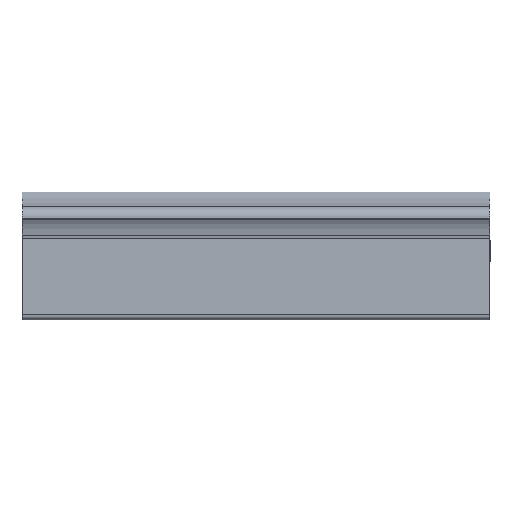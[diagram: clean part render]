
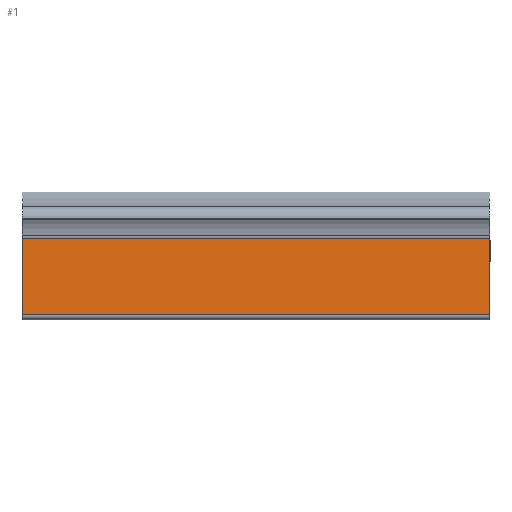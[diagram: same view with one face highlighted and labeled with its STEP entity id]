
A CAD part, left-side view. The second image highlights one B-rep face of the part: STEP entity #1.
In plain terms, the highlighted planar face has unit normal (-0.998, 0, 0.057).
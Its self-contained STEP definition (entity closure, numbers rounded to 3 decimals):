
#1 = ADVANCED_FACE ( 'NONE', ( #757 ), #626, .T. ) ;
#56 = VECTOR ( 'NONE', #470, 1000. ) ;
#59 = LINE ( 'NONE', #471, #56 ) ;
#65 = LINE ( 'NONE', #494, #66 ) ;
#66 = VECTOR ( 'NONE', #493, 1000. ) ;
#93 = VECTOR ( 'NONE', #597, 1000. ) ;
#97 = LINE ( 'NONE', #613, #93 ) ;
#192 = DIRECTION ( 'NONE',  ( 0.057, 0., 0.998 ) ) ;
#194 = DIRECTION ( 'NONE',  ( -0.998, 0., 0.057 ) ) ;
#200 = DIRECTION ( 'NONE',  ( 0.057, 0., 0.998 ) ) ;
#202 = CARTESIAN_POINT ( 'NONE',  ( -0.14, 0., 12.422 ) ) ;
#222 = CARTESIAN_POINT ( 'NONE',  ( -0.798, 0., 0.854 ) ) ;
#234 = VERTEX_POINT ( 'NONE', #269 ) ;
#249 = VERTEX_POINT ( 'NONE', #264 ) ;
#257 = CARTESIAN_POINT ( 'NONE',  ( -0.056, 80., 13.916 ) ) ;
#264 = CARTESIAN_POINT ( 'NONE',  ( -0.798, 80., 0.854 ) ) ;
#269 = CARTESIAN_POINT ( 'NONE',  ( -0.056, 0., 13.916 ) ) ;
#282 = VERTEX_POINT ( 'NONE', #257 ) ;
#470 = DIRECTION ( 'NONE',  ( 0., 1., 0. ) ) ;
#471 = CARTESIAN_POINT ( 'NONE',  ( -0.056, 80., 13.916 ) ) ;
#493 = DIRECTION ( 'NONE',  ( 0., -1., 0. ) ) ;
#494 = CARTESIAN_POINT ( 'NONE',  ( -0.798, 80., 0.854 ) ) ;
#528 = CARTESIAN_POINT ( 'NONE',  ( -0.14, 80., 12.422 ) ) ;
#557 = VERTEX_POINT ( 'NONE', #222 ) ;
#597 = DIRECTION ( 'NONE',  ( -0.057, 0., -0.998 ) ) ;
#613 = CARTESIAN_POINT ( 'NONE',  ( -0.14, 80., 12.422 ) ) ;
#626 = PLANE ( 'NONE',  #1095 ) ;
#684 = EDGE_CURVE ( 'NONE', #557, #234, #1113, .T. ) ;
#721 = EDGE_LOOP ( 'NONE', ( #830, #821, #833, #837 ) ) ;
#757 = FACE_OUTER_BOUND ( 'NONE', #721, .T. ) ;
#821 = ORIENTED_EDGE ( 'NONE', *, *, #1213, .T. ) ;
#830 = ORIENTED_EDGE ( 'NONE', *, *, #1199, .T. ) ;
#833 = ORIENTED_EDGE ( 'NONE', *, *, #684, .T. ) ;
#837 = ORIENTED_EDGE ( 'NONE', *, *, #1224, .T. ) ;
#914 = VECTOR ( 'NONE', #200, 1000. ) ;
#1095 = AXIS2_PLACEMENT_3D ( 'NONE', #528, #194, #192 ) ;
#1113 = LINE ( 'NONE', #202, #914 ) ;
#1199 = EDGE_CURVE ( 'NONE', #282, #249, #97, .T. ) ;
#1213 = EDGE_CURVE ( 'NONE', #249, #557, #65, .T. ) ;
#1224 = EDGE_CURVE ( 'NONE', #234, #282, #59, .T. ) ;
